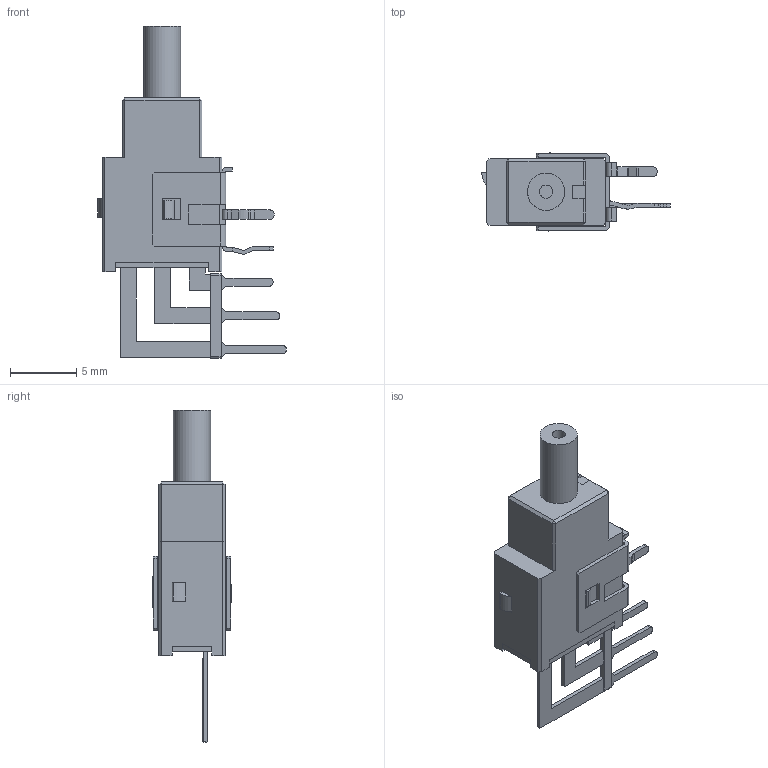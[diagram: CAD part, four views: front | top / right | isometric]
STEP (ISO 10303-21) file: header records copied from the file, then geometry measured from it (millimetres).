
FILE_DESCRIPTION(/* description */ ('Unknown'),/* implementation_level */ '2;1');
FILE_NAME(/* name */ '465031772507',/* time_stamp */ '2022-09-12T16:50:08+02:00',/* author */ ('Unknown'),/* organization */ ('Unknown'),/* preprocessor_version */ 'ST-DEVELOPER v16.7',/* originating_system */ 'Solid Edge',/* authorisation */ 'Unknown');
FILE_SCHEMA (('AUTOMOTIVE_DESIGN {1 0 10303 214 3 1 1}'));
Length unit declared in the file: millimetre
Products named in the file (5): 465031772507; Base; Epoxy_SEal; Pins; Frame
Assembly tree (4 placements, depth 2):
  465031772507
    Base
    Epoxy_SEal
    Pins
    Frame
Bounding box: 14.2 x 5.89 x 25 mm (x, y, z)
Volume: 578.1 mm3; surface area: 864.1 mm2
Topology: 4 solids, 4 shells, 372 faces, 986 edges, 642 vertices
Faces by surface type: plane 304, cylinder 53, bspline 15
Full cylindrical faces by diameter (mm): 1 x1, 2.8 x1
Entity records: 13445 total; most frequent: CARTESIAN_POINT 2622, ORIENTED_EDGE 1964, DIRECTION 1678, EDGE_CURVE 982, LINE 746, VECTOR 746, VERTEX_POINT 642, AXIS2_PLACEMENT_3D 466
